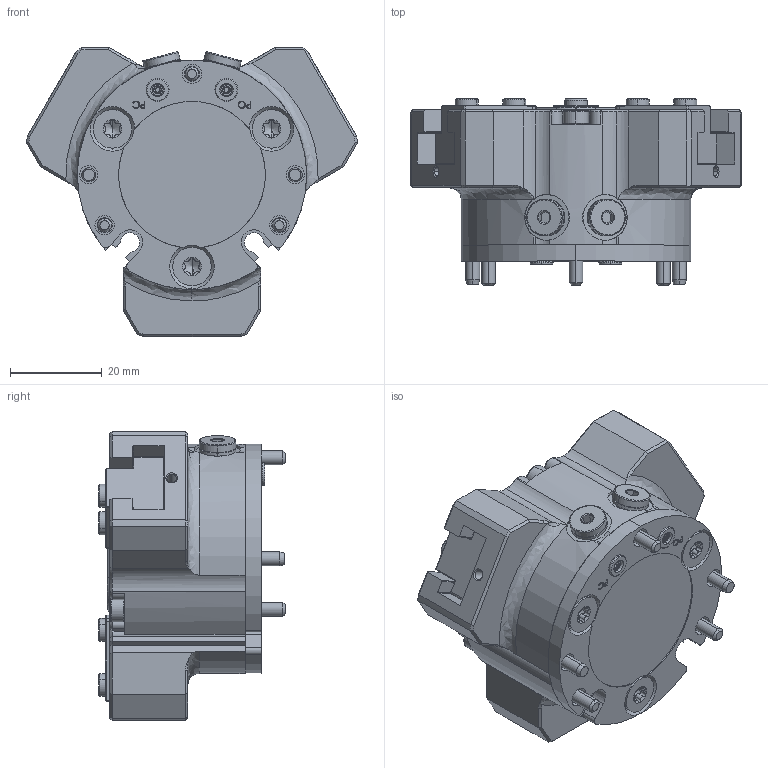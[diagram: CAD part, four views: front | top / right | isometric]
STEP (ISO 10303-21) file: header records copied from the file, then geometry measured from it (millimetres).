
FILE_DESCRIPTION (( 'STEP AP214' ), '1' );
FILE_NAME ('ASUTEC_ASGZ-50.STEP', '2022-07-07T12:14:34', ( '' ), ( '' ), 'SwSTEP 2.0', 'SolidWorks 2020', '' );
FILE_SCHEMA (( 'AUTOMOTIVE_DESIGN' ));
Length unit declared in the file: millimetre
Products named in the file (1): ASUTEC_ASGZ-50
Bounding box: 72.23 x 40.65 x 63 mm (x, y, z)
Volume: 74251.1 mm3; surface area: 33567.3 mm2
Topology: 6 solids, 10 shells, 2012 faces, 5032 edges, 3161 vertices
Faces by surface type: plane 783, cylinder 521, cone 358, bspline 343, torus 7
Entity records: 98064 total; most frequent: CARTESIAN_POINT 31320, ORIENTED_EDGE 9980, DIRECTION 8428, EDGE_CURVE 4990, VERTEX_POINT 3161, AXIS2_PLACEMENT_3D 2883, LINE 2662, VECTOR 2662
